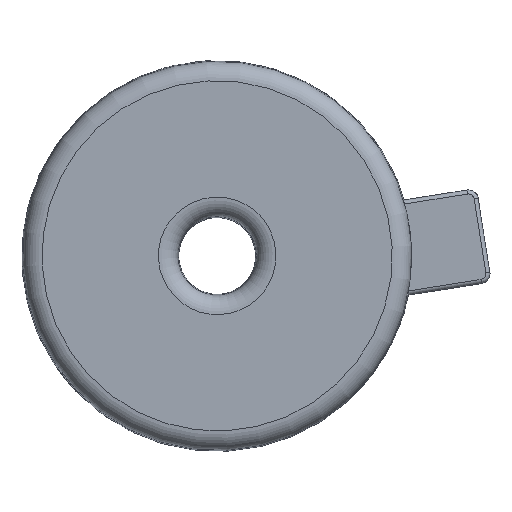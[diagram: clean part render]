
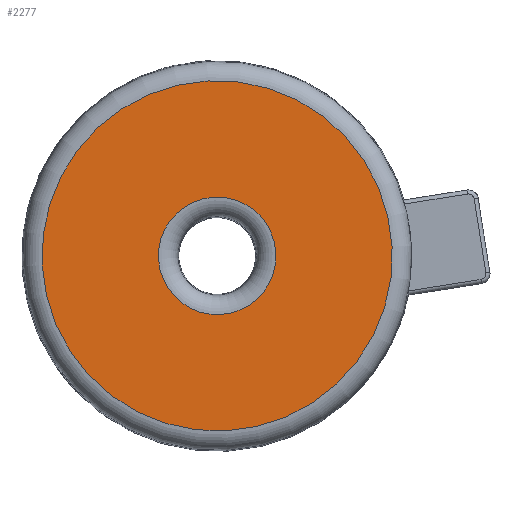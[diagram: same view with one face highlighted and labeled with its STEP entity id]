
A CAD part, top view. The second image highlights one B-rep face of the part: STEP entity #2277.
In plain terms, the highlighted face is planar.
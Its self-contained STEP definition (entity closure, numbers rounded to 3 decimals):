
#90=PLANE('',#2414);
#150=CIRCLE('',#2404,9.098);
#154=CIRCLE('',#2415,3.052);
#354=ORIENTED_EDGE('',*,*,#722,.T.);
#355=ORIENTED_EDGE('',*,*,#729,.T.);
#722=EDGE_CURVE('',#923,#923,#150,.T.);
#729=EDGE_CURVE('',#924,#924,#154,.T.);
#923=VERTEX_POINT('',#3175);
#924=VERTEX_POINT('',#3301);
#1293=EDGE_LOOP('',(#354));
#1294=EDGE_LOOP('',(#355));
#1423=FACE_BOUND('',#1293,.T.);
#1424=FACE_BOUND('',#1294,.T.);
#2277=ADVANCED_FACE('',(#1423,#1424),#90,.T.);
#2404=AXIS2_PLACEMENT_3D('',#3174,#2673,#2674);
#2414=AXIS2_PLACEMENT_3D('',#3299,#2693,#2694);
#2415=AXIS2_PLACEMENT_3D('',#3300,#2695,#2696);
#2673=DIRECTION('',(0.,0.,-1.));
#2674=DIRECTION('',(1.,0.,0.));
#2693=DIRECTION('',(0.,0.,-1.));
#2694=DIRECTION('',(0.,-1.,0.));
#2695=DIRECTION('',(0.,0.,1.));
#2696=DIRECTION('',(1.,0.,0.));
#3174=CARTESIAN_POINT('',(0.,0.,0.));
#3175=CARTESIAN_POINT('',(9.098,0.,0.));
#3299=CARTESIAN_POINT('',(0.,0.,0.));
#3300=CARTESIAN_POINT('',(0.,0.,0.));
#3301=CARTESIAN_POINT('',(3.052,0.,0.));
